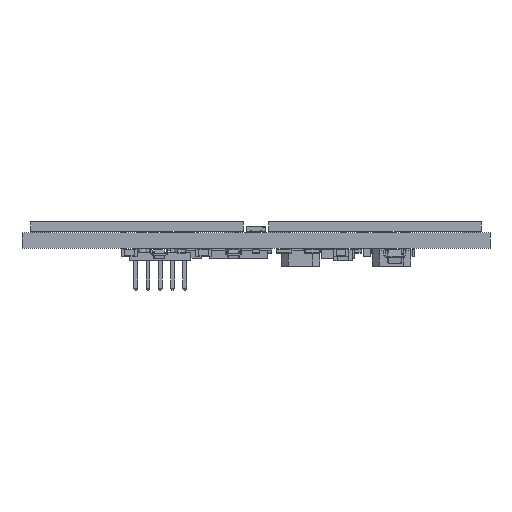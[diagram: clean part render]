
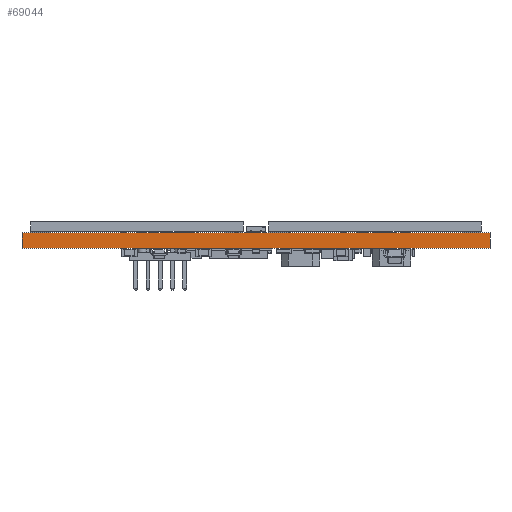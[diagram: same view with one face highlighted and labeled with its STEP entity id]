
A CAD part, front view. The second image highlights one B-rep face of the part: STEP entity #69044.
In plain terms, the highlighted planar face has unit normal (0, -1, 0).
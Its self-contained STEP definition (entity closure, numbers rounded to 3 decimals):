
#69044 = ADVANCED_FACE('',(#69045),#69059,.T.);
#69045 = FACE_BOUND('',#69046,.T.);
#69046 = EDGE_LOOP('',(#69047,#69082,#69110,#69138));
#69047 = ORIENTED_EDGE('',*,*,#69048,.T.);
#69048 = EDGE_CURVE('',#69049,#69051,#69053,.T.);
#69049 = VERTEX_POINT('',#69050);
#69050 = CARTESIAN_POINT('',(130.9,-90.7,0.));
#69051 = VERTEX_POINT('',#69052);
#69052 = CARTESIAN_POINT('',(130.9,-90.7,1.6));
#69053 = SURFACE_CURVE('',#69054,(#69058,#69070),.PCURVE_S1.);
#69054 = LINE('',#69055,#69056);
#69055 = CARTESIAN_POINT('',(130.9,-90.7,0.));
#69056 = VECTOR('',#69057,1.);
#69057 = DIRECTION('',(0.,0.,1.));
#69058 = PCURVE('',#69059,#69064);
#69059 = PLANE('',#69060);
#69060 = AXIS2_PLACEMENT_3D('',#69061,#69062,#69063);
#69061 = CARTESIAN_POINT('',(130.9,-90.7,0.));
#69062 = DIRECTION('',(0.,-1.,0.));
#69063 = DIRECTION('',(-1.,0.,0.));
#69064 = DEFINITIONAL_REPRESENTATION('',(#69065),#69069);
#69065 = LINE('',#69066,#69067);
#69066 = CARTESIAN_POINT('',(0.,-0.));
#69067 = VECTOR('',#69068,1.);
#69068 = DIRECTION('',(0.,-1.));
#69069 = ( GEOMETRIC_REPRESENTATION_CONTEXT(2) 
PARAMETRIC_REPRESENTATION_CONTEXT() REPRESENTATION_CONTEXT('2D SPACE',''
  ) );
#69070 = PCURVE('',#69071,#69076);
#69071 = PLANE('',#69072);
#69072 = AXIS2_PLACEMENT_3D('',#69073,#69074,#69075);
#69073 = CARTESIAN_POINT('',(130.9,-42.3,0.));
#69074 = DIRECTION('',(1.,0.,-0.));
#69075 = DIRECTION('',(0.,-1.,0.));
#69076 = DEFINITIONAL_REPRESENTATION('',(#69077),#69081);
#69077 = LINE('',#69078,#69079);
#69078 = CARTESIAN_POINT('',(48.4,0.));
#69079 = VECTOR('',#69080,1.);
#69080 = DIRECTION('',(0.,-1.));
#69081 = ( GEOMETRIC_REPRESENTATION_CONTEXT(2) 
PARAMETRIC_REPRESENTATION_CONTEXT() REPRESENTATION_CONTEXT('2D SPACE',''
  ) );
#69082 = ORIENTED_EDGE('',*,*,#69083,.T.);
#69083 = EDGE_CURVE('',#69051,#69084,#69086,.T.);
#69084 = VERTEX_POINT('',#69085);
#69085 = CARTESIAN_POINT('',(82.5,-90.7,1.6));
#69086 = SURFACE_CURVE('',#69087,(#69091,#69098),.PCURVE_S1.);
#69087 = LINE('',#69088,#69089);
#69088 = CARTESIAN_POINT('',(130.9,-90.7,1.6));
#69089 = VECTOR('',#69090,1.);
#69090 = DIRECTION('',(-1.,0.,0.));
#69091 = PCURVE('',#69059,#69092);
#69092 = DEFINITIONAL_REPRESENTATION('',(#69093),#69097);
#69093 = LINE('',#69094,#69095);
#69094 = CARTESIAN_POINT('',(0.,-1.6));
#69095 = VECTOR('',#69096,1.);
#69096 = DIRECTION('',(1.,0.));
#69097 = ( GEOMETRIC_REPRESENTATION_CONTEXT(2) 
PARAMETRIC_REPRESENTATION_CONTEXT() REPRESENTATION_CONTEXT('2D SPACE',''
  ) );
#69098 = PCURVE('',#69099,#69104);
#69099 = PLANE('',#69100);
#69100 = AXIS2_PLACEMENT_3D('',#69101,#69102,#69103);
#69101 = CARTESIAN_POINT('',(106.7,-66.5,1.6));
#69102 = DIRECTION('',(-0.,-0.,-1.));
#69103 = DIRECTION('',(-1.,0.,0.));
#69104 = DEFINITIONAL_REPRESENTATION('',(#69105),#69109);
#69105 = LINE('',#69106,#69107);
#69106 = CARTESIAN_POINT('',(-24.2,-24.2));
#69107 = VECTOR('',#69108,1.);
#69108 = DIRECTION('',(1.,0.));
#69109 = ( GEOMETRIC_REPRESENTATION_CONTEXT(2) 
PARAMETRIC_REPRESENTATION_CONTEXT() REPRESENTATION_CONTEXT('2D SPACE',''
  ) );
#69110 = ORIENTED_EDGE('',*,*,#69111,.F.);
#69111 = EDGE_CURVE('',#69112,#69084,#69114,.T.);
#69112 = VERTEX_POINT('',#69113);
#69113 = CARTESIAN_POINT('',(82.5,-90.7,0.));
#69114 = SURFACE_CURVE('',#69115,(#69119,#69126),.PCURVE_S1.);
#69115 = LINE('',#69116,#69117);
#69116 = CARTESIAN_POINT('',(82.5,-90.7,0.));
#69117 = VECTOR('',#69118,1.);
#69118 = DIRECTION('',(0.,0.,1.));
#69119 = PCURVE('',#69059,#69120);
#69120 = DEFINITIONAL_REPRESENTATION('',(#69121),#69125);
#69121 = LINE('',#69122,#69123);
#69122 = CARTESIAN_POINT('',(48.4,0.));
#69123 = VECTOR('',#69124,1.);
#69124 = DIRECTION('',(0.,-1.));
#69125 = ( GEOMETRIC_REPRESENTATION_CONTEXT(2) 
PARAMETRIC_REPRESENTATION_CONTEXT() REPRESENTATION_CONTEXT('2D SPACE',''
  ) );
#69126 = PCURVE('',#69127,#69132);
#69127 = PLANE('',#69128);
#69128 = AXIS2_PLACEMENT_3D('',#69129,#69130,#69131);
#69129 = CARTESIAN_POINT('',(82.5,-90.7,0.));
#69130 = DIRECTION('',(-1.,0.,0.));
#69131 = DIRECTION('',(0.,1.,0.));
#69132 = DEFINITIONAL_REPRESENTATION('',(#69133),#69137);
#69133 = LINE('',#69134,#69135);
#69134 = CARTESIAN_POINT('',(0.,0.));
#69135 = VECTOR('',#69136,1.);
#69136 = DIRECTION('',(0.,-1.));
#69137 = ( GEOMETRIC_REPRESENTATION_CONTEXT(2) 
PARAMETRIC_REPRESENTATION_CONTEXT() REPRESENTATION_CONTEXT('2D SPACE',''
  ) );
#69138 = ORIENTED_EDGE('',*,*,#69139,.F.);
#69139 = EDGE_CURVE('',#69049,#69112,#69140,.T.);
#69140 = SURFACE_CURVE('',#69141,(#69145,#69152),.PCURVE_S1.);
#69141 = LINE('',#69142,#69143);
#69142 = CARTESIAN_POINT('',(130.9,-90.7,0.));
#69143 = VECTOR('',#69144,1.);
#69144 = DIRECTION('',(-1.,0.,0.));
#69145 = PCURVE('',#69059,#69146);
#69146 = DEFINITIONAL_REPRESENTATION('',(#69147),#69151);
#69147 = LINE('',#69148,#69149);
#69148 = CARTESIAN_POINT('',(0.,-0.));
#69149 = VECTOR('',#69150,1.);
#69150 = DIRECTION('',(1.,0.));
#69151 = ( GEOMETRIC_REPRESENTATION_CONTEXT(2) 
PARAMETRIC_REPRESENTATION_CONTEXT() REPRESENTATION_CONTEXT('2D SPACE',''
  ) );
#69152 = PCURVE('',#69153,#69158);
#69153 = PLANE('',#69154);
#69154 = AXIS2_PLACEMENT_3D('',#69155,#69156,#69157);
#69155 = CARTESIAN_POINT('',(106.7,-66.5,0.));
#69156 = DIRECTION('',(-0.,-0.,-1.));
#69157 = DIRECTION('',(-1.,0.,0.));
#69158 = DEFINITIONAL_REPRESENTATION('',(#69159),#69163);
#69159 = LINE('',#69160,#69161);
#69160 = CARTESIAN_POINT('',(-24.2,-24.2));
#69161 = VECTOR('',#69162,1.);
#69162 = DIRECTION('',(1.,0.));
#69163 = ( GEOMETRIC_REPRESENTATION_CONTEXT(2) 
PARAMETRIC_REPRESENTATION_CONTEXT() REPRESENTATION_CONTEXT('2D SPACE',''
  ) );
